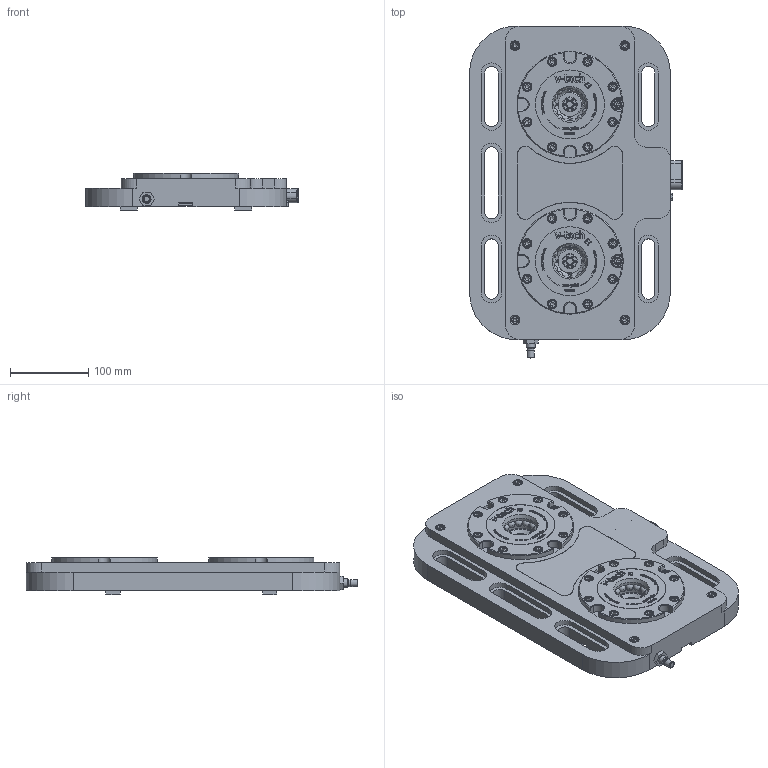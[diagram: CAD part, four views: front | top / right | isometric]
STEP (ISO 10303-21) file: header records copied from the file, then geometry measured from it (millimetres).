
FILE_DESCRIPTION(/* description */ (''),/* implementation_level */ '2;1');
FILE_NAME(/* name */ 'Base_200_2016-01-00-18.stp',/* time_stamp */ '2018-02-02T13:51:08+01:00',/* author */ ('PC'),/* organization */ (''),/* preprocessor_version */ 'ST-DEVELOPER v16.13',/* originating_system */ 'Autodesk Inventor 2018',/* authorisation */ '');
FILE_SCHEMA (('AUTOMOTIVE_DESIGN { 1 0 10303 214 3 1 1 }'));
Products named in the file (1): Součást24
Bounding box: 271.5 x 423.4 x 48 mm (x, y, z)
Volume: 2404440.5 mm3; surface area: 428287 mm2
Topology: 2 solids, 87 shells, 4249 faces, 11055 edges, 7234 vertices
Faces by surface type: plane 2143, bspline 1060, cylinder 623, cone 297, torus 93, sphere 33
Full cylindrical faces by diameter (mm): 2 x14, 2.9 x1, 3 x12, 3.242 x1, 3.5 x2, 4 x1, 4.134 x21, 4.917 x7, 5 x10, 5.3 x5, 6 x45, 6.4 x16, 6.5 x1, 6.6 x4, 6.7 x2, 6.8 x11, 7 x2, 7.8 x4, 8 x1, 8.376 x3, 8.5 x9, 9 x6, 9.7 x7, 9.8 x4, 10 x35, 10.4 x6, 11 x25, 11.6 x3, 12 x11, 14 x5
Entity records: 143192 total; most frequent: CARTESIAN_POINT 46039, ORIENTED_EDGE 20362, DIRECTION 15647, EDGE_CURVE 10169, VERTEX_POINT 6954, LINE 5747, VECTOR 5747, EDGE_LOOP 5307
